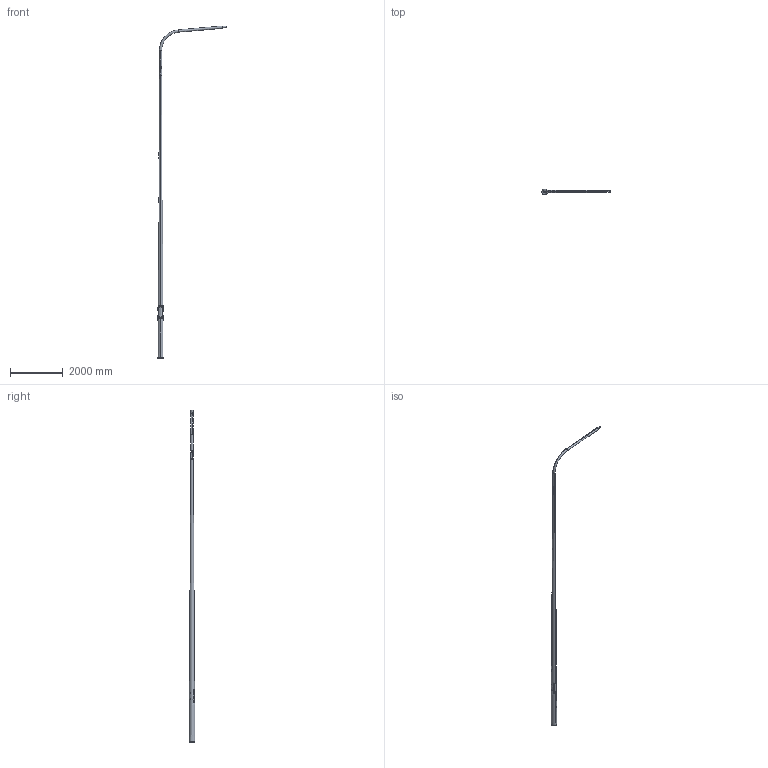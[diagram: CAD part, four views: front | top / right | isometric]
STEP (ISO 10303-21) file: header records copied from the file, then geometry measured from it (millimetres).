
FILE_DESCRIPTION (( 'STEP AP214' ), '1' );
FILE_NAME ('100690KGXS P225C212K 4607872 P-VARTINEN KARTIOPYLVÄS_3D.step', '2022-05-29T18:57:23', ( '' ), ( '' ), 'SwSTEP 2.0', 'SolidWorks 2021', '' );
FILE_SCHEMA (( 'AUTOMOTIVE_DESIGN' ));
Length unit declared in the file: millimetre
Products named in the file (11): 100690KGXS P225C212K 4607872 P-VARTINEN KARTIOPYLVÄS_3D; socket head cap screw_din_DIN 912 M6 x 16 --- 16N; P-KARTIOVARSI_P225CK; PIDÄTINRUUVI DIN 914 - M10_DIN 914 - M10 x 16-N; KARTIOAIHIO_89-222-3-11100; KYTKENTÄAUKON LATTARAUTA_LATTA 4X20X150; LATTA 5X16X460 KYTKENTÄAUKON VAHVIKE_C 1; VARREN NEOPREN-TIIVISTE_D76X4; KARTIORUNKO_C212K; KYTKENTÄAUKON LUUKKU_89-222-3-11100; PIDÄTINRUUVI DIN 914 - M10_DIN 914 - M10 x 20-N
Assembly tree (19 placements, depth 3):
  100690KGXS P225C212K 4607872 P-VARTINEN KARTIOPYLVÄS_3D
    KARTIORUNKO_C212K
      KARTIOAIHIO_89-222-3-11100
      socket head cap screw_din_DIN 912 M6 x 16 --- 16N  x4
      LATTA 5X16X460 KYTKENTÄAUKON VAHVIKE_C 1  x2
      KYTKENTÄAUKON LATTARAUTA_LATTA 4X20X150  x2
      KYTKENTÄAUKON LUUKKU_89-222-3-11100
      PIDÄTINRUUVI DIN 914 - M10_DIN 914 - M10 x 16-N  x5
      PIDÄTINRUUVI DIN 914 - M10_DIN 914 - M10 x 20-N
    P-KARTIOVARSI_P225CK
    VARREN NEOPREN-TIIVISTE_D76X4
Bounding box: 2613.79 x 222 x 12631.28 mm (x, y, z)
Volume: 19225996.4 mm3; surface area: 12747991.2 mm2
Topology: 19 solids, 19 shells, 352 faces, 829 edges, 508 vertices
Faces by surface type: plane 158, cylinder 89, cone 57, torus 34, bspline 13, sphere 1
Entity records: 8860 total; most frequent: CARTESIAN_POINT 3513, ORIENTED_EDGE 988, DIRECTION 941, EDGE_CURVE 494, AXIS2_PLACEMENT_3D 367, VERTEX_POINT 309, EDGE_LOOP 221, LINE 207
